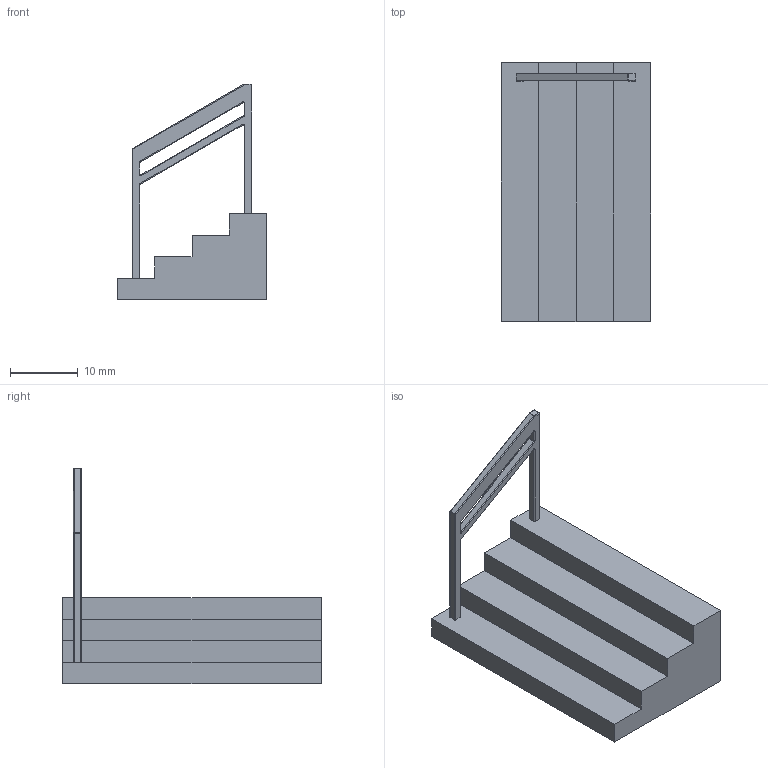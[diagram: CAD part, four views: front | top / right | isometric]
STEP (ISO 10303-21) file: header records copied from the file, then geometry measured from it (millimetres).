
FILE_DESCRIPTION(/* description */ (''),/* implementation_level */ '2;1');
FILE_NAME(/* name */ 'scale steps with railing',/* time_stamp */ '2025-05-24T13:56:16-04:00',/* author */ (''),/* organization */ (''),/* preprocessor_version */ 'ST-DEVELOPER v19.2',/* originating_system */ 'Rhino 8.19',/* authorisation */ '');
FILE_SCHEMA (('CONFIG_CONTROL_DESIGN'));
Length unit declared in the file: inch
Products named in the file (1): Document
Bounding box: 22 x 38.1 x 31.75 mm (x, y, z)
Volume: 6772.8 mm3; surface area: 3355.1 mm2
Topology: 2 solids, 2 shells, 76 faces, 180 edges, 108 vertices
Faces by surface type: cylinder 31, plane 27, bspline 18
Entity records: 2364 total; most frequent: CARTESIAN_POINT 872, ORIENTED_EDGE 360, EDGE_CURVE 180, DIRECTION 162, AXIS2_PLACEMENT_3D 110, VERTEX_POINT 108, B_SPLINE_CURVE_WITH_KNOTS 92, EDGE_LOOP 78
